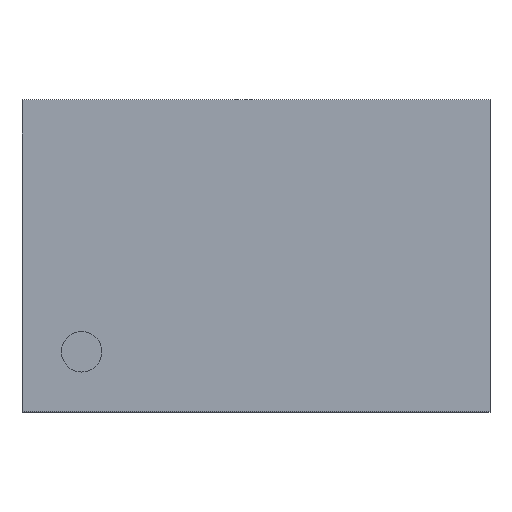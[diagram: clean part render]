
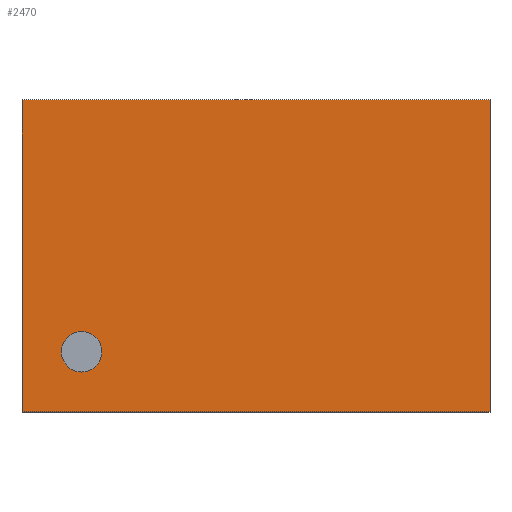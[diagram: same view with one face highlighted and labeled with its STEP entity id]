
A CAD part, top view. The second image highlights one B-rep face of the part: STEP entity #2470.
In plain terms, the highlighted planar face has unit normal (0, 0, 1).
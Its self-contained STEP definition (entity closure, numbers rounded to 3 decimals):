
#1707 = VERTEX_POINT('',#1708);
#1708 = CARTESIAN_POINT('',(-1.118,-0.485,0.8));
#1714 = EDGE_CURVE('',#1715,#1707,#1717,.T.);
#1715 = VERTEX_POINT('',#1716);
#1716 = CARTESIAN_POINT('',(-1.118,-0.745,0.8));
#1717 = CIRCLE('',#1718,0.13);
#1718 = AXIS2_PLACEMENT_3D('',#1719,#1720,#1721);
#1719 = CARTESIAN_POINT('',(-1.118,-0.615,0.8));
#1720 = DIRECTION('',(0.,0.,1.));
#1721 = DIRECTION('',(0.,1.,0.));
#1829 = VERTEX_POINT('',#1830);
#1830 = CARTESIAN_POINT('',(-1.5,1.,0.8));
#1836 = EDGE_CURVE('',#1837,#1829,#1839,.T.);
#1837 = VERTEX_POINT('',#1838);
#1838 = CARTESIAN_POINT('',(1.5,1.,0.8));
#1839 = LINE('',#1840,#1841);
#1840 = CARTESIAN_POINT('',(-1.5,1.,0.8));
#1841 = VECTOR('',#1842,1.);
#1842 = DIRECTION('',(-1.,0.,0.));
#2061 = VERTEX_POINT('',#2062);
#2062 = CARTESIAN_POINT('',(1.5,-1.,0.8));
#2068 = EDGE_CURVE('',#2069,#2061,#2071,.T.);
#2069 = VERTEX_POINT('',#2070);
#2070 = CARTESIAN_POINT('',(-1.5,-1.,0.8));
#2071 = LINE('',#2072,#2073);
#2072 = CARTESIAN_POINT('',(-1.5,-1.,0.8));
#2073 = VECTOR('',#2074,1.);
#2074 = DIRECTION('',(1.,0.,0.));
#2440 = EDGE_CURVE('',#2061,#1837,#2441,.T.);
#2441 = LINE('',#2442,#2443);
#2442 = CARTESIAN_POINT('',(1.5,1.,0.8));
#2443 = VECTOR('',#2444,1.);
#2444 = DIRECTION('',(0.,1.,0.));
#2457 = EDGE_CURVE('',#1829,#2069,#2458,.T.);
#2458 = LINE('',#2459,#2460);
#2459 = CARTESIAN_POINT('',(-1.5,1.,0.8));
#2460 = VECTOR('',#2461,1.);
#2461 = DIRECTION('',(0.,-1.,0.));
#2470 = ADVANCED_FACE('',(#2471,#2481),#2487,.T.);
#2471 = FACE_BOUND('',#2472,.T.);
#2472 = EDGE_LOOP('',(#2473,#2480));
#2473 = ORIENTED_EDGE('',*,*,#2474,.F.);
#2474 = EDGE_CURVE('',#1707,#1715,#2475,.T.);
#2475 = CIRCLE('',#2476,0.13);
#2476 = AXIS2_PLACEMENT_3D('',#2477,#2478,#2479);
#2477 = CARTESIAN_POINT('',(-1.118,-0.615,0.8));
#2478 = DIRECTION('',(0.,0.,1.));
#2479 = DIRECTION('',(0.,1.,0.));
#2480 = ORIENTED_EDGE('',*,*,#1714,.F.);
#2481 = FACE_BOUND('',#2482,.T.);
#2482 = EDGE_LOOP('',(#2483,#2484,#2485,#2486));
#2483 = ORIENTED_EDGE('',*,*,#2068,.T.);
#2484 = ORIENTED_EDGE('',*,*,#2440,.T.);
#2485 = ORIENTED_EDGE('',*,*,#1836,.T.);
#2486 = ORIENTED_EDGE('',*,*,#2457,.T.);
#2487 = PLANE('',#2488);
#2488 = AXIS2_PLACEMENT_3D('',#2489,#2490,#2491);
#2489 = CARTESIAN_POINT('',(0.,0.,
    0.8));
#2490 = DIRECTION('',(0.,0.,1.));
#2491 = DIRECTION('',(0.,1.,0.));
